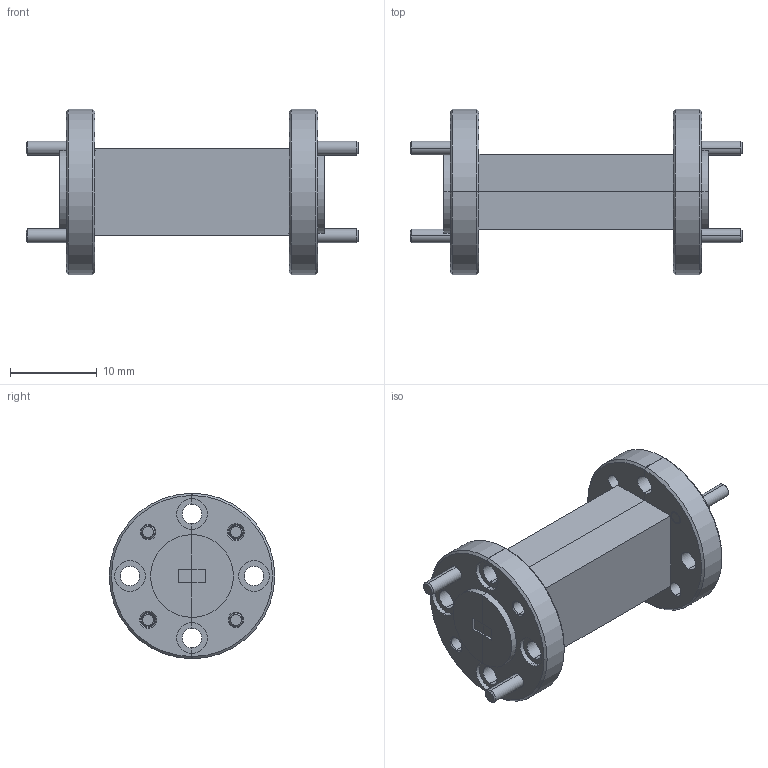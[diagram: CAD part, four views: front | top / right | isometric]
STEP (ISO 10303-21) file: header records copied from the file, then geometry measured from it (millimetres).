
FILE_DESCRIPTION (( 'STEP AP203' ), '1' );
FILE_NAME ('SWF-79305340-12-B1.STEP', '2016-06-16T21:35:34', ( '' ), ( '' ), 'SwSTEP 2.0', 'SolidWorks 2013', '' );
FILE_SCHEMA (( 'CONFIG_CONTROL_DESIGN' ));
Length unit declared in the file: inch
Products named in the file (1): SWF-79305340-12-B1
Bounding box: 38.23 x 19.05 x 19.05 mm (x, y, z)
Surface area: 2615.3 mm2 (no closed solid volume)
Topology: 0 solids, 6 shells, 188 faces, 532 edges, 338 vertices
Faces by surface type: cylinder 86, plane 54, cone 48
Entity records: 6164 total; most frequent: CARTESIAN_POINT 1161, DIRECTION 1114, ORIENTED_EDGE 910, EDGE_CURVE 532, AXIS2_PLACEMENT_3D 421, VERTEX_POINT 338, LINE 272, VECTOR 272
